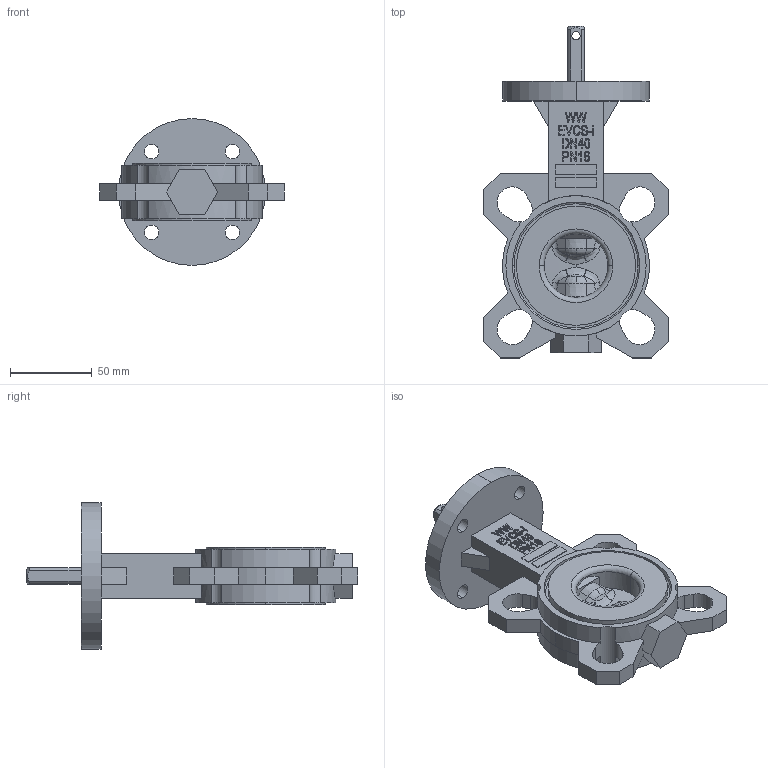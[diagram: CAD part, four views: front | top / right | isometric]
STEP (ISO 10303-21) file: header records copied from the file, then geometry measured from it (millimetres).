
FILE_DESCRIPTION (( 'STEP AP214' ), '1' );
FILE_NAME ('EVCS-i DN40 PN16 F07-L10.STEP', '2024-04-24T10:29:22', ( '' ), ( '' ), 'SwSTEP 2.0', 'SolidWorks 2015', '' );
FILE_SCHEMA (( 'AUTOMOTIVE_DESIGN' ));
Length unit declared in the file: millimetre
Products named in the file (1): EVCS-i DN40 PN16 F07-L10
Bounding box: 113 x 203.5 x 90 mm (x, y, z)
Volume: 325440.7 mm3; surface area: 64112.8 mm2
Topology: 1 solids, 1 shells, 446 faces, 1204 edges, 786 vertices
Faces by surface type: plane 242, bspline 81, cylinder 71, torus 32, cone 12, sphere 8
Entity records: 22584 total; most frequent: CARTESIAN_POINT 7685, ORIENTED_EDGE 2408, DIRECTION 2001, EDGE_CURVE 1204, VERTEX_POINT 786, VECTOR 725, LINE 725, AXIS2_PLACEMENT_3D 638
